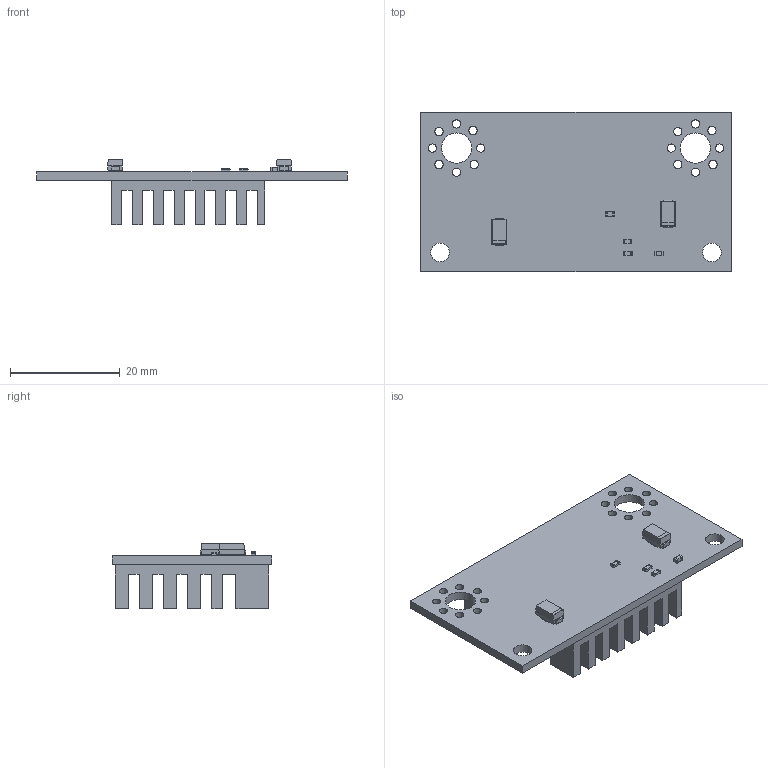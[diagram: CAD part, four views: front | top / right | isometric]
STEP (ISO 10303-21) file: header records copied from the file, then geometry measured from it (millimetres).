
FILE_DESCRIPTION(('KiCad electronic assembly'),'2;1');
FILE_NAME('20220727_Projects_Ideal_Diode_02.step','2022-12-22T18:35:07', ('Pcbnew'),('Kicad'),'Open CASCADE STEP processor 7.6', 'KiCad to STEP converter','Unknown');
FILE_SCHEMA(('AUTOMOTIVE_DESIGN { 1 0 10303 214 1 1 1 1 }'));
Length unit declared in the file: millimetre
Products named in the file (10): 20220727_Projects_Ideal_Diode_02 1; R_0603_1608Metric; SOLID; C_0603_1608Metric; D_SMA; Heatsink_28x28x10mm; 20220727_Projects_Ideal_Diode_02 PCB
Assembly tree (12 placements, depth 3):
  20220727_Projects_Ideal_Diode_02 1
    R_0603_1608Metric  x3
      SOLID
    C_0603_1608Metric
      SOLID
    D_SMA  x2
      SOLID
    Heatsink_28x28x10mm
      SOLID
    20220727_Projects_Ideal_Diode_02 PCB
Bounding box: 56.5 x 29 x 11.92 mm (x, y, z)
Volume: 5395.5 mm3; surface area: 8295 mm2
Topology: 8 solids, 8 shells, 432 faces, 1136 edges, 748 vertices
Faces by surface type: bspline 406, cylinder 20, plane 6
Full cylindrical faces by diameter (mm): 1.5 x16, 3.4 x2, 5.5 x2
Entity records: 20692 total; most frequent: CARTESIAN_POINT 7563, B_SPLINE_CURVE_WITH_KNOTS 2370, ORIENTED_EDGE 1788, PCURVE 1788, DEFINITIONAL_REPRESENTATION 1788, EDGE_CURVE 894, SURFACE_CURVE 874, VERTEX_POINT 592
